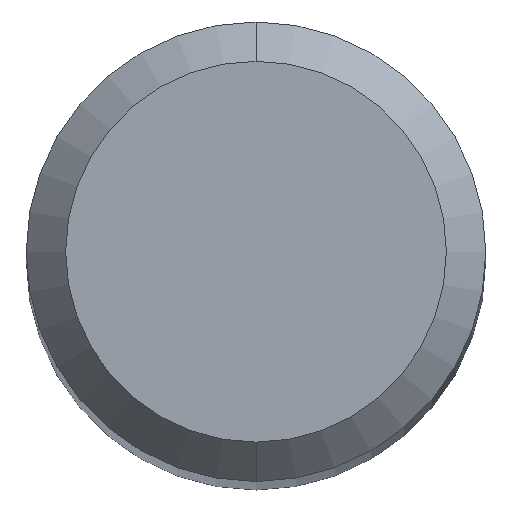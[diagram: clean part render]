
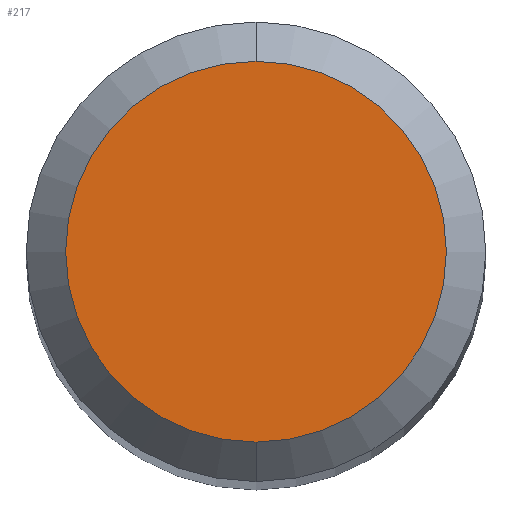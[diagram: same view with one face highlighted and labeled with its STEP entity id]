
A CAD part, top view. The second image highlights one B-rep face of the part: STEP entity #217.
In plain terms, the highlighted planar face has unit normal (0, 0, 1).
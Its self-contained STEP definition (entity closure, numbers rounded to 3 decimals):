
#213=VERTEX_POINT('',#455);
#217=ADVANCED_FACE('',(#459),#460,.T.);
#237=EDGE_CURVE('',#249,#213,#482,.T.);
#249=VERTEX_POINT('',#496);
#259=EDGE_CURVE('',#213,#249,#507,.T.);
#455=CARTESIAN_POINT('',(0.0,1.45,0.0));
#459=FACE_OUTER_BOUND('',#736,.T.);
#460=PLANE('',#737);
#482=CIRCLE('',#769,1.45);
#496=CARTESIAN_POINT('',(0.,-1.45,0.0));
#507=CIRCLE('',#802,1.45);
#736=EDGE_LOOP('',(#1045,#1046));
#737=AXIS2_PLACEMENT_3D('',#1047,#1048,#1049);
#769=AXIS2_PLACEMENT_3D('',#1078,#1079,#1080);
#802=AXIS2_PLACEMENT_3D('',#1116,#1117,#1118);
#1045=ORIENTED_EDGE('',*,*,#259,.F.);
#1046=ORIENTED_EDGE('',*,*,#237,.F.);
#1047=CARTESIAN_POINT('',(0.0,0.725,0.0));
#1048=DIRECTION('',(-0.0,0.0,1.0));
#1049=DIRECTION('',(0.0,-1.0,0.0));
#1078=CARTESIAN_POINT('',(0.0,0.0,0.0));
#1079=DIRECTION('',(0.0,0.0,-1.0));
#1080=DIRECTION('',(0.0,1.0,0.0));
#1116=CARTESIAN_POINT('',(0.0,0.0,0.0));
#1117=DIRECTION('',(0.0,0.0,-1.0));
#1118=DIRECTION('',(0.0,1.0,0.0));
